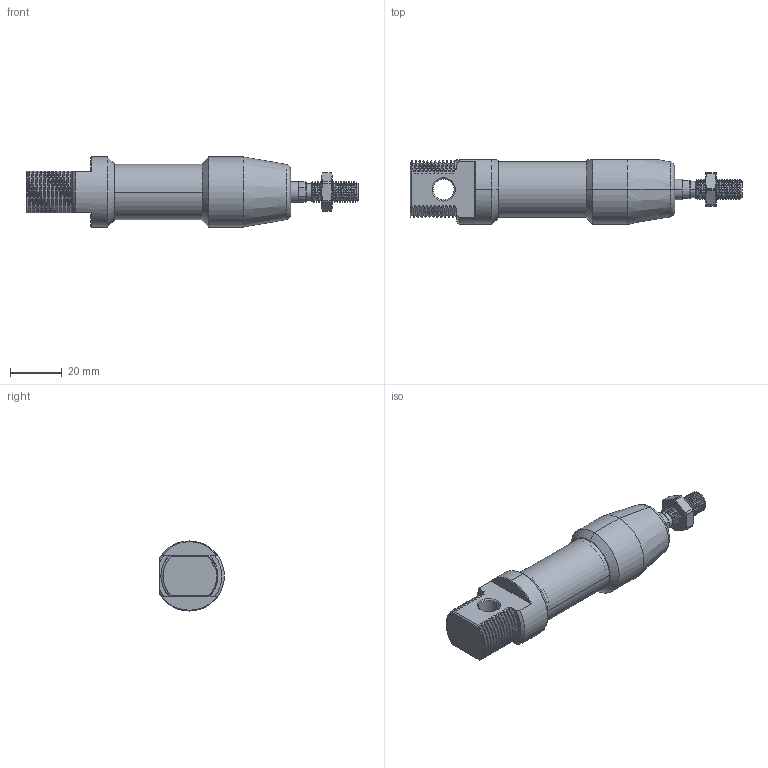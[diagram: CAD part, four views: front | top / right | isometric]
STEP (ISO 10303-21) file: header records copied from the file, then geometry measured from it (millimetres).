
FILE_DESCRIPTION (( 'STEP AP214' ), '1' );
FILE_NAME ('U020 0000 0302.STEP', '2021-04-28T05:01:42', ( '' ), ( '' ), 'SwSTEP 2.0', 'SolidWorks 2019', '' );
FILE_SCHEMA (( 'AUTOMOTIVE_DESIGN' ));
Length unit declared in the file: millimetre
Products named in the file (14): 9008-34_9008-34-0; 1020-03; Bolt-DIN912_M5x20; Afstryger (12-25)_EL 0082N3582; U020 0000 0302; Magnet_9320; Stempeltætning_Z82014N3580; Oring_ORING 18 X 1; 9020-36B1; Stempelstangsmøtrik_U1902030; 9020-35-R_9020-35-34; Leje_PAP0808P11; 1020-02; Dæmpeskiver_9020-43
Assembly tree (17 placements, depth 2):
  U020 0000 0302
    1020-03
    1020-02
    9008-34_9008-34-0
    9020-35-R_9020-35-34
    Afstryger (12-25)_EL 0082N3582
    9020-36B1  x2
    Dæmpeskiver_9020-43  x2
    Oring_ORING 18 X 1  x2
    Leje_PAP0808P11
    Magnet_9320
    Stempeltætning_Z82014N3580  x2
    Bolt-DIN912_M5x20
    Stempelstangsmøtrik_U1902030
Bounding box: 128 x 25 x 27 mm (x, y, z)
Volume: 37249.3 mm3; surface area: 26017.2 mm2
Topology: 17 solids, 17 shells, 607 faces, 1454 edges, 909 vertices
Faces by surface type: cylinder 246, cone 137, plane 94, bspline 82, torus 48
Entity records: 53201 total; most frequent: CARTESIAN_POINT 41279, ORIENTED_EDGE 2608, DIRECTION 2134, EDGE_CURVE 1304, AXIS2_PLACEMENT_3D 876, VERTEX_POINT 823, EDGE_LOOP 587, ADVANCED_FACE 534
